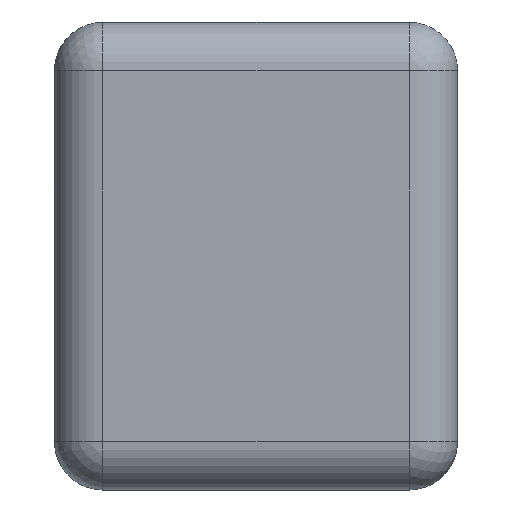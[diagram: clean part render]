
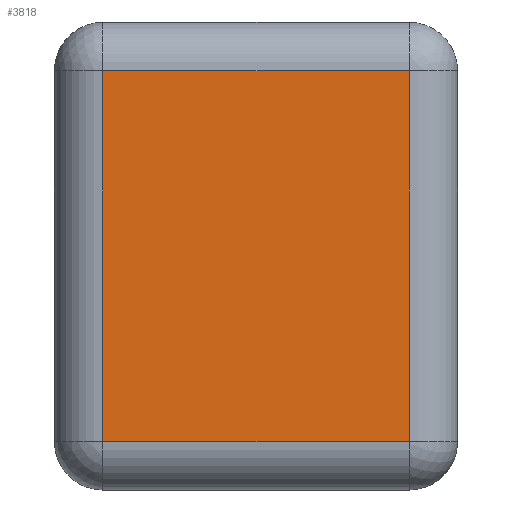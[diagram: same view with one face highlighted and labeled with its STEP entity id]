
A CAD part, left-side view. The second image highlights one B-rep face of the part: STEP entity #3818.
In plain terms, the highlighted face is planar.
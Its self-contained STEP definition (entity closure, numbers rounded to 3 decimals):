
#240=PLANE('',#4161);
#361=FACE_OUTER_BOUND('',#566,.T.);
#566=EDGE_LOOP('',(#2688,#2689,#2690,#2691));
#766=LINE('',#5757,#1129);
#769=LINE('',#5779,#1132);
#774=LINE('',#5789,#1137);
#776=LINE('',#5792,#1139);
#1129=VECTOR('',#4592,10.);
#1132=VECTOR('',#4617,10.);
#1137=VECTOR('',#4628,10.);
#1139=VECTOR('',#4632,10.);
#1685=VERTEX_POINT('',#5745);
#1688=VERTEX_POINT('',#5752);
#1690=VERTEX_POINT('',#5760);
#1694=VERTEX_POINT('',#5772);
#2064=EDGE_CURVE('',#1685,#1688,#766,.T.);
#2074=EDGE_CURVE('',#1694,#1690,#769,.T.);
#2080=EDGE_CURVE('',#1688,#1694,#774,.T.);
#2082=EDGE_CURVE('',#1690,#1685,#776,.T.);
#2688=ORIENTED_EDGE('',*,*,#2074,.F.);
#2689=ORIENTED_EDGE('',*,*,#2080,.F.);
#2690=ORIENTED_EDGE('',*,*,#2064,.F.);
#2691=ORIENTED_EDGE('',*,*,#2082,.F.);
#3818=ADVANCED_FACE('',(#361),#240,.T.);
#4161=AXIS2_PLACEMENT_3D('',#5809,#4651,#4652);
#4592=DIRECTION('',(0.,0.,1.));
#4617=DIRECTION('',(0.,0.,-1.));
#4628=DIRECTION('',(0.,1.,0.));
#4632=DIRECTION('',(0.,-1.,0.));
#4651=DIRECTION('center_axis',(1.,0.,0.));
#4652=DIRECTION('ref_axis',(0.,1.,0.));
#5745=CARTESIAN_POINT('',(0.3,-0.208,0.15));
#5752=CARTESIAN_POINT('',(0.3,-0.208,1.3));
#5757=CARTESIAN_POINT('',(0.3,-0.208,0.));
#5760=CARTESIAN_POINT('',(0.3,0.742,0.15));
#5772=CARTESIAN_POINT('',(0.3,0.742,1.3));
#5779=CARTESIAN_POINT('',(0.3,0.742,0.));
#5789=CARTESIAN_POINT('',(0.3,-0.046,1.3));
#5792=CARTESIAN_POINT('',(0.3,-0.046,0.15));
#5809=CARTESIAN_POINT('Origin',(0.3,-0.358,0.));
